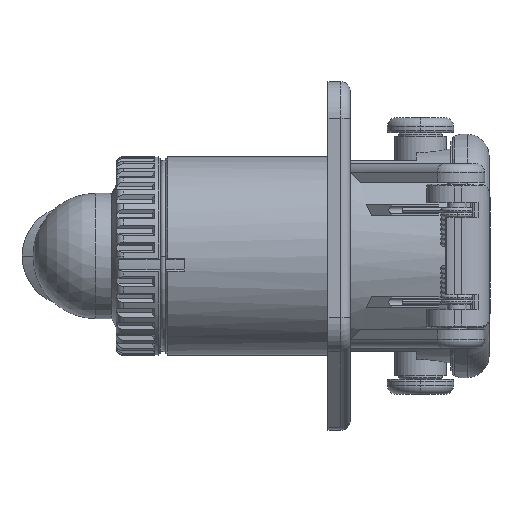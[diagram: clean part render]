
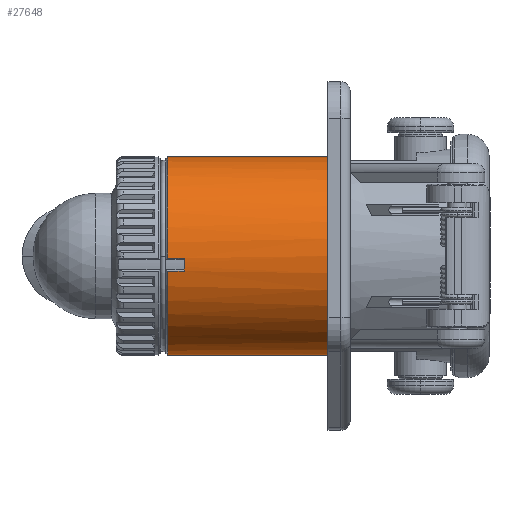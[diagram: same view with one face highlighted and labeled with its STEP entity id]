
A CAD part, front view. The second image highlights one B-rep face of the part: STEP entity #27648.
In plain terms, the highlighted cylindrical face has radius 27 mm (diameter 54 mm), a partial arc.
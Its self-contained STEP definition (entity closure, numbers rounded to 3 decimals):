
#2521=CARTESIAN_POINT('',(0.5,0.,0.));
#2522=DIRECTION('',(1.,0.,0.));
#2523=DIRECTION('',(0.,0.,1.));
#2524=AXIS2_PLACEMENT_3D('',#2521,#2522,#2523);
#2538=DIRECTION('',(1.,0.,0.));
#2539=VECTOR('',#2538,43.5);
#2540=CARTESIAN_POINT('',(0.5,0.,27.));
#2541=LINE('',#2540,#2539);
#2542=DIRECTION('',(1.,0.,0.));
#2543=VECTOR('',#2542,43.5);
#2544=CARTESIAN_POINT('',(0.5,0.,-27.));
#2545=LINE('',#2544,#2543);
#2546=DIRECTION('',(-1.,0.,0.));
#2547=VECTOR('',#2546,4.5);
#2548=CARTESIAN_POINT('',(5.,-26.993,-0.605));
#2549=LINE('',#2548,#2547);
#2550=CARTESIAN_POINT('',(5.,0.,0.));
#2551=DIRECTION('',(-1.,0.,0.));
#2552=DIRECTION('',(0.,-0.988,-0.152));
#2553=AXIS2_PLACEMENT_3D('',#2550,#2551,#2552);
#2572=DIRECTION('',(-1.,0.,0.));
#2573=VECTOR('',#2572,4.5);
#2574=CARTESIAN_POINT('',(5.,-26.688,-4.092));
#2575=LINE('',#2574,#2573);
#2576=CARTESIAN_POINT('',(0.5,0.,0.));
#2577=DIRECTION('',(1.,0.,0.));
#2578=DIRECTION('',(0.,-0.988,-0.152));
#2579=AXIS2_PLACEMENT_3D('',#2576,#2577,#2578);
#2783=CARTESIAN_POINT('',(44.,0.,0.));
#2784=DIRECTION('',(1.,0.,0.));
#2785=DIRECTION('',(0.,0.,1.));
#2786=AXIS2_PLACEMENT_3D('',#2783,#2784,#2785);
#21082=CARTESIAN_POINT('',(44.,0.,27.));
#21083=CARTESIAN_POINT('',(44.,0.,-27.));
#21084=VERTEX_POINT('',#21082);
#21085=VERTEX_POINT('',#21083);
#21756=CARTESIAN_POINT('',(5.,-26.688,-4.092));
#21757=CARTESIAN_POINT('',(5.,-26.993,-0.605));
#21758=VERTEX_POINT('',#21756);
#21759=VERTEX_POINT('',#21757);
#21792=CARTESIAN_POINT('',(0.5,0.,27.));
#21793=CARTESIAN_POINT('',(0.5,-26.993,-0.605));
#21794=VERTEX_POINT('',#21792);
#21795=VERTEX_POINT('',#21793);
#21804=CARTESIAN_POINT('',(0.5,-26.688,-4.092));
#21805=CARTESIAN_POINT('',(0.5,0.,-27.));
#21806=VERTEX_POINT('',#21804);
#21807=VERTEX_POINT('',#21805);
#27626=CARTESIAN_POINT('',(84.,0.,0.));
#27627=DIRECTION('',(-1.,0.,0.));
#27628=DIRECTION('',(0.,0.,-1.));
#27629=AXIS2_PLACEMENT_3D('',#27626,#27627,#27628);
#27630=CYLINDRICAL_SURFACE('',#27629,27.);
#27632=ORIENTED_EDGE('',*,*,#27631,.T.);
#27633=ORIENTED_EDGE('',*,*,#27616,.F.);
#27635=ORIENTED_EDGE('',*,*,#27634,.T.);
#27637=ORIENTED_EDGE('',*,*,#27636,.T.);
#27639=ORIENTED_EDGE('',*,*,#27638,.F.);
#27641=ORIENTED_EDGE('',*,*,#27640,.F.);
#27643=ORIENTED_EDGE('',*,*,#27642,.F.);
#27645=ORIENTED_EDGE('',*,*,#27644,.T.);
#27646=EDGE_LOOP('',(#27632,#27633,#27635,#27637,#27639,#27641,#27643,#27645));
#27647=FACE_OUTER_BOUND('',#27646,.F.);
#27648=ADVANCED_FACE('',(#27647),#27630,.T.);
#2525=CIRCLE('',#2524,27.);
#2554=CIRCLE('',#2553,27.);
#2580=CIRCLE('',#2579,27.);
#2787=CIRCLE('',#2786,27.);
#27616=EDGE_CURVE('',#21794,#21795,#2525,.T.);
#27631=EDGE_CURVE('',#21759,#21795,#2549,.T.);
#27634=EDGE_CURVE('',#21794,#21084,#2541,.T.);
#27636=EDGE_CURVE('',#21084,#21085,#2787,.T.);
#27638=EDGE_CURVE('',#21807,#21085,#2545,.T.);
#27640=EDGE_CURVE('',#21806,#21807,#2580,.T.);
#27642=EDGE_CURVE('',#21758,#21806,#2575,.T.);
#27644=EDGE_CURVE('',#21758,#21759,#2554,.T.);
